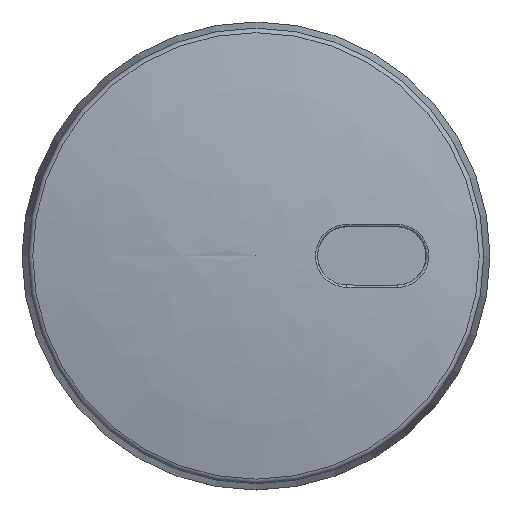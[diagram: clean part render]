
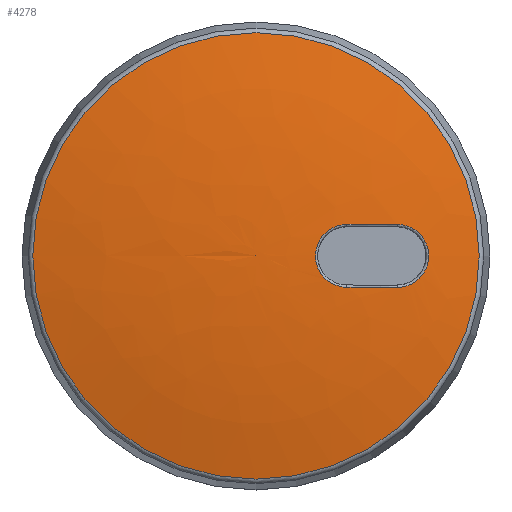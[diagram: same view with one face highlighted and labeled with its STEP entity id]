
A CAD part, top view. The second image highlights one B-rep face of the part: STEP entity #4278.
In plain terms, the highlighted free-form (B-spline) face has degree [2, 2] with [3, 9] control points.
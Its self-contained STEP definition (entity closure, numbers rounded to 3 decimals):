
#97=(
BOUNDED_SURFACE()
B_SPLINE_SURFACE(2,2,((#13867,#13868,#13869,#13870,#13871,#13872,#13873,
#13874,#13875),(#13876,#13877,#13878,#13879,#13880,#13881,#13882,#13883,
#13884),(#13885,#13886,#13887,#13888,#13889,#13890,#13891,#13892,#13893)),
 .UNSPECIFIED.,.F.,.T.,.F.)
B_SPLINE_SURFACE_WITH_KNOTS((3,3),(3,2,2,2,3),(-1.576,-1.365),
(-3.142,-1.571,0.,1.571,3.142),
 .UNSPECIFIED.)
GEOMETRIC_REPRESENTATION_ITEM()
RATIONAL_B_SPLINE_SURFACE(((1.,0.707,1.,0.707,1.,
0.707,1.,0.707,1.),(0.994,0.703,
0.994,0.703,0.994,0.703,
0.994,0.703,0.994),(1.,0.707,
1.,0.707,1.,0.707,1.,0.707,1.)))
REPRESENTATION_ITEM('')
SURFACE()
);
#368=B_SPLINE_CURVE_WITH_KNOTS('',3,(#13714,#13715,#13716,#13717),
 .UNSPECIFIED.,.F.,.F.,(4,4),(-0.432,0.),.UNSPECIFIED.);
#369=B_SPLINE_CURVE_WITH_KNOTS('',3,(#13767,#13768,#13769,#13770,#13771,
#13772,#13773,#13774,#13775),.UNSPECIFIED.,.F.,.F.,(4,1,1,1,1,1,4),(-0.852,
-0.73,-0.608,-0.487,-0.365,
-0.122,0.),.UNSPECIFIED.);
#371=B_SPLINE_CURVE_WITH_KNOTS('',3,(#13808,#13809,#13810,#13811),
 .UNSPECIFIED.,.F.,.F.,(4,4),(-0.432,0.),
 .UNSPECIFIED.);
#373=B_SPLINE_CURVE_WITH_KNOTS('',3,(#13851,#13852,#13853,#13854,#13855,
#13856,#13857),.UNSPECIFIED.,.F.,.F.,(4,1,1,1,4),(-0.85,-0.607,
-0.364,-0.243,0.),.UNSPECIFIED.);
#892=FACE_BOUND('',#1345,.T.);
#1109=FACE_OUTER_BOUND('',#1344,.T.);
#1344=EDGE_LOOP('',(#3917,#3918,#3919,#3920));
#1345=EDGE_LOOP('',(#3921,#3922,#3923,#3924));
#1507=CIRCLE('',#4608,19.177);
#1508=CIRCLE('',#4609,19.177);
#1509=CIRCLE('',#4610,91.25);
#1948=VERTEX_POINT('',#13711);
#1949=VERTEX_POINT('',#13713);
#1951=VERTEX_POINT('',#13765);
#1953=VERTEX_POINT('',#13806);
#1954=VERTEX_POINT('',#13894);
#1955=VERTEX_POINT('',#13895);
#1956=VERTEX_POINT('',#13898);
#2605=EDGE_CURVE('',#1948,#1949,#368,.T.);
#2608=EDGE_CURVE('',#1951,#1948,#369,.T.);
#2611=EDGE_CURVE('',#1953,#1951,#371,.T.);
#2613=EDGE_CURVE('',#1949,#1953,#373,.T.);
#2616=EDGE_CURVE('',#1954,#1955,#1507,.T.);
#2617=EDGE_CURVE('',#1955,#1954,#1508,.T.);
#2618=EDGE_CURVE('',#1955,#1956,#1509,.T.);
#3917=ORIENTED_EDGE('',*,*,#2616,.F.);
#3918=ORIENTED_EDGE('',*,*,#2617,.F.);
#3919=ORIENTED_EDGE('',*,*,#2618,.T.);
#3920=ORIENTED_EDGE('',*,*,#2618,.F.);
#3921=ORIENTED_EDGE('',*,*,#2605,.F.);
#3922=ORIENTED_EDGE('',*,*,#2608,.F.);
#3923=ORIENTED_EDGE('',*,*,#2611,.F.);
#3924=ORIENTED_EDGE('',*,*,#2613,.F.);
#4278=ADVANCED_FACE('',(#1109,#892),#97,.F.);
#4608=AXIS2_PLACEMENT_3D('',#13896,#5453,#5454);
#4609=AXIS2_PLACEMENT_3D('',#13897,#5455,#5456);
#4610=AXIS2_PLACEMENT_3D('',#13899,#5457,#5458);
#5453=DIRECTION('center_axis',(0.,0.,
-1.));
#5454=DIRECTION('ref_axis',(-1.,0.,0.));
#5455=DIRECTION('center_axis',(0.,0.,
-1.));
#5456=DIRECTION('ref_axis',(-1.,0.,0.));
#5457=DIRECTION('center_axis',(0.,1.,0.));
#5458=DIRECTION('ref_axis',(-1.,0.,0.));
#13711=CARTESIAN_POINT('',(5.111,-2.392,7.282));
#13713=CARTESIAN_POINT('',(0.801,-2.392,7.733));
#13714=CARTESIAN_POINT('Ctrl Pts',(5.111,-2.392,7.282));
#13715=CARTESIAN_POINT('Ctrl Pts',(3.678,-2.392,7.466));
#13716=CARTESIAN_POINT('Ctrl Pts',(2.241,-2.392,7.617));
#13717=CARTESIAN_POINT('Ctrl Pts',(0.801,-2.392,
7.733));
#13765=CARTESIAN_POINT('',(5.111,-7.803,7.282));
#13767=CARTESIAN_POINT('Ctrl Pts',(5.111,-7.803,7.282));
#13768=CARTESIAN_POINT('Ctrl Pts',(5.514,-7.803,7.23));
#13769=CARTESIAN_POINT('Ctrl Pts',(6.32,-7.62,7.126));
#13770=CARTESIAN_POINT('Ctrl Pts',(7.296,-6.846,6.999));
#13771=CARTESIAN_POINT('Ctrl Pts',(7.837,-5.725,6.929));
#13772=CARTESIAN_POINT('Ctrl Pts',(7.845,-4.049,6.928));
#13773=CARTESIAN_POINT('Ctrl Pts',(6.732,-2.658,7.073));
#13774=CARTESIAN_POINT('Ctrl Pts',(5.514,-2.392,7.23));
#13775=CARTESIAN_POINT('Ctrl Pts',(5.111,-2.392,7.282));
#13806=CARTESIAN_POINT('',(0.801,-7.803,7.733));
#13808=CARTESIAN_POINT('Ctrl Pts',(0.801,-7.803,
7.733));
#13809=CARTESIAN_POINT('Ctrl Pts',(2.241,-7.803,7.617));
#13810=CARTESIAN_POINT('Ctrl Pts',(3.678,-7.803,7.466));
#13811=CARTESIAN_POINT('Ctrl Pts',(5.111,-7.803,7.282));
#13851=CARTESIAN_POINT('Ctrl Pts',(0.801,-2.392,
7.733));
#13852=CARTESIAN_POINT('Ctrl Pts',(-0.007,-2.392,
7.798));
#13853=CARTESIAN_POINT('Ctrl Pts',(-1.619,-3.17,
7.927));
#13854=CARTESIAN_POINT('Ctrl Pts',(-2.114,-5.344,
7.964));
#13855=CARTESIAN_POINT('Ctrl Pts',(-1.201,-7.221,
7.894));
#13856=CARTESIAN_POINT('Ctrl Pts',(-0.007,-7.803,
7.798));
#13857=CARTESIAN_POINT('Ctrl Pts',(0.801,-7.803,
7.733));
#13867=CARTESIAN_POINT('Ctrl Pts',(-7.015,-5.097,
8.064));
#13868=CARTESIAN_POINT('Ctrl Pts',(-7.015,-5.097,
8.064));
#13869=CARTESIAN_POINT('Ctrl Pts',(-7.015,-5.097,
8.064));
#13870=CARTESIAN_POINT('Ctrl Pts',(-7.015,-5.097,
8.064));
#13871=CARTESIAN_POINT('Ctrl Pts',(-7.015,-5.097,
8.064));
#13872=CARTESIAN_POINT('Ctrl Pts',(-7.015,-5.097,
8.064));
#13873=CARTESIAN_POINT('Ctrl Pts',(-7.015,-5.097,
8.064));
#13874=CARTESIAN_POINT('Ctrl Pts',(-7.015,-5.097,
8.064));
#13875=CARTESIAN_POINT('Ctrl Pts',(-7.015,-5.097,
8.064));
#13876=CARTESIAN_POINT('Ctrl Pts',(-16.706,-5.097,
8.116));
#13877=CARTESIAN_POINT('Ctrl Pts',(-16.706,4.594,8.116));
#13878=CARTESIAN_POINT('Ctrl Pts',(-7.015,4.594,8.116));
#13879=CARTESIAN_POINT('Ctrl Pts',(2.676,4.594,8.116));
#13880=CARTESIAN_POINT('Ctrl Pts',(2.676,-5.097,8.116));
#13881=CARTESIAN_POINT('Ctrl Pts',(2.676,-14.788,8.116));
#13882=CARTESIAN_POINT('Ctrl Pts',(-7.015,-14.788,
8.116));
#13883=CARTESIAN_POINT('Ctrl Pts',(-16.706,-14.788,
8.116));
#13884=CARTESIAN_POINT('Ctrl Pts',(-16.706,-5.097,
8.116));
#13885=CARTESIAN_POINT('Ctrl Pts',(-26.191,-5.097,6.132));
#13886=CARTESIAN_POINT('Ctrl Pts',(-26.191,14.079,6.132));
#13887=CARTESIAN_POINT('Ctrl Pts',(-7.015,14.079,6.132));
#13888=CARTESIAN_POINT('Ctrl Pts',(12.162,14.079,6.132));
#13889=CARTESIAN_POINT('Ctrl Pts',(12.162,-5.097,6.132));
#13890=CARTESIAN_POINT('Ctrl Pts',(12.162,-24.274,6.132));
#13891=CARTESIAN_POINT('Ctrl Pts',(-7.015,-24.274,
6.132));
#13892=CARTESIAN_POINT('Ctrl Pts',(-26.191,-24.274,
6.132));
#13893=CARTESIAN_POINT('Ctrl Pts',(-26.191,-5.097,6.132));
#13894=CARTESIAN_POINT('',(12.162,-5.097,6.132));
#13895=CARTESIAN_POINT('',(-26.191,-5.097,6.132));
#13896=CARTESIAN_POINT('Origin',(-7.015,-5.097,6.132));
#13897=CARTESIAN_POINT('Origin',(-7.015,-5.097,6.132));
#13898=CARTESIAN_POINT('',(-7.015,-5.097,8.064));
#13899=CARTESIAN_POINT('Origin',(-7.508,-5.097,-83.185));
